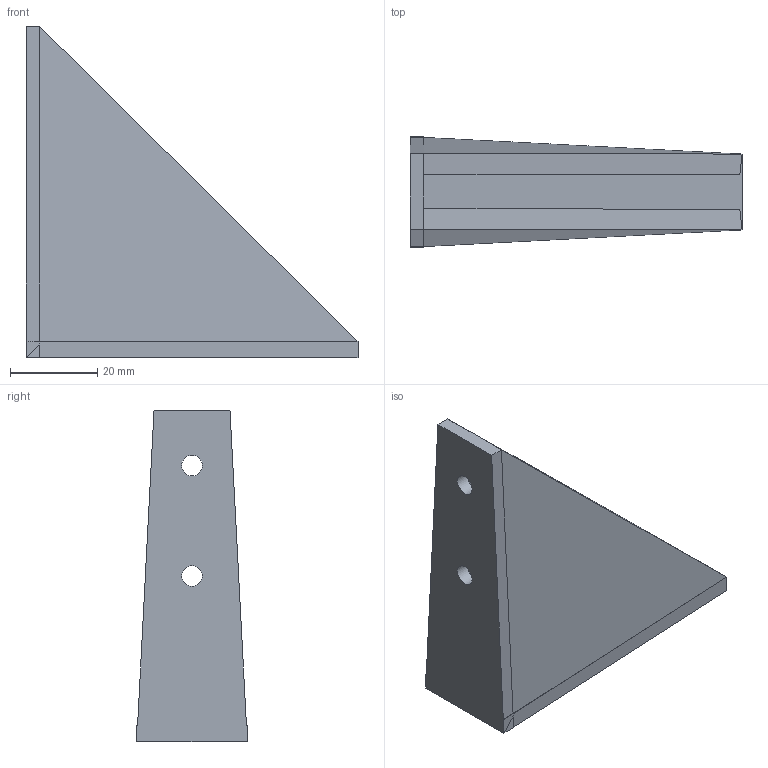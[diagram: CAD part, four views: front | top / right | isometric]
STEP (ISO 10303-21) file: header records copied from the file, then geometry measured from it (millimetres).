
FILE_DESCRIPTION(/* description */ (''),/* implementation_level */ '2;1');
FILE_NAME(/* name */ 'topop (v8~recovered).step',/* time_stamp */ '2024-09-17T19:21:10-07:00',/* author */ (''),/* organization */ (''),/* preprocessor_version */ 'ST-DEVELOPER v20',/* originating_system */ 'Autodesk Translation Framework v13.14.0.145',/* authorisation */ '');
FILE_SCHEMA (('AUTOMOTIVE_DESIGN { 1 0 10303 214 3 1 1 }'));
Length unit declared in the file: inch
Products named in the file (1): topop (v8~recovered)
Bounding box: 76.2 x 25.4 x 76.1 mm (x, y, z)
Volume: 36007 mm3; surface area: 17640.3 mm2
Topology: 1 solids, 1 shells, 24 faces, 54 edges, 32 vertices
Faces by surface type: plane 22, cylinder 2
Full cylindrical faces by diameter (mm): 4.762 x2
Entity records: 696 total; most frequent: CARTESIAN_POINT 111, ORIENTED_EDGE 108, DIRECTION 108, EDGE_CURVE 54, LINE 50, VECTOR 50, VERTEX_POINT 32, AXIS2_PLACEMENT_3D 29
